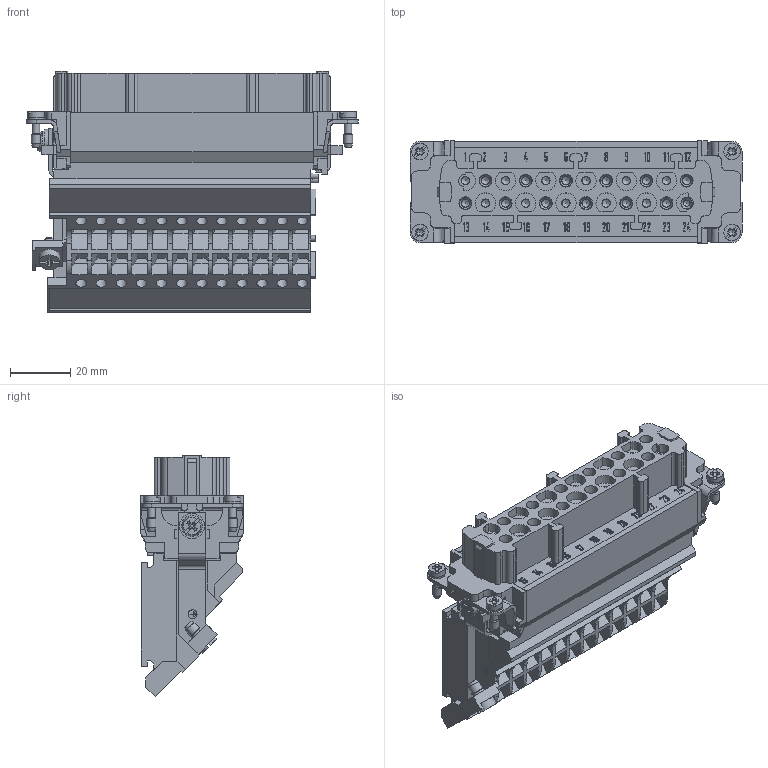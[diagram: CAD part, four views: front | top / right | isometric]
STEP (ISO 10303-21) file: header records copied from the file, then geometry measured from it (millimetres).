
FILE_DESCRIPTION(/* description */ (''),/* implementation_level */ '2;1');
FILE_NAME(/* name */ '100803444ugm000_a.stp',/* time_stamp */ '2018-10-29T16:58:39+01:00',/* author */ (''),/* organization */ (''),/* preprocessor_version */ 'ST-DEVELOPER v16.7',/* originating_system */ 'SIEMENS PLM Software NX 12.0',/* authorisation */ '');
FILE_SCHEMA (('AUTOMOTIVE_DESIGN { 1 0 10303 214 3 1 1 1 }'));
Products named in the file (1): 100803444ugm000_a
Bounding box: 110.6 x 34 x 80.51 mm (x, y, z)
Volume: 152075.5 mm3; surface area: 38114 mm2
Topology: 1 solids, 1 shells, 1808 faces, 5827 edges, 4878 vertices
Faces by surface type: plane 1280, cylinder 342, cone 139, revolution 47
Full cylindrical faces by diameter (mm): 2 x2, 2.3 x2, 2.45 x2, 2.5 x4, 2.8 x47, 2.925 x1, 3 x5, 3.242 x1, 3.6 x24, 4 x2, 4.35 x1, 5.34 x4, 5.5 x4, 7 x2, 8.4 x1
Entity records: 75742 total; most frequent: CARTESIAN_POINT 13524, ORIENTED_EDGE 9424, DIRECTION 9160, EDGE_CURVE 4712, LINE 3665, VECTOR 3665, VERTEX_POINT 3273, AXIS2_PLACEMENT_3D 2724
